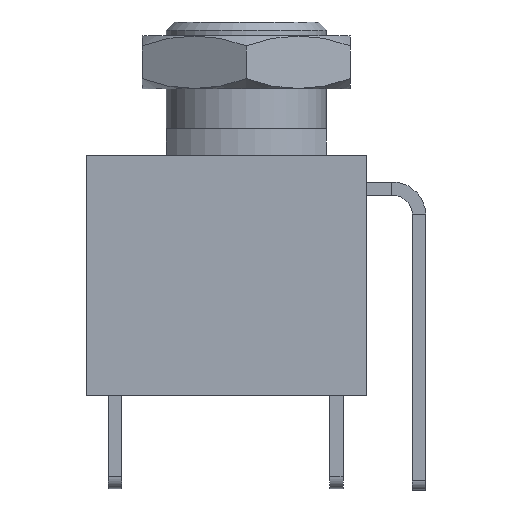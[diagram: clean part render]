
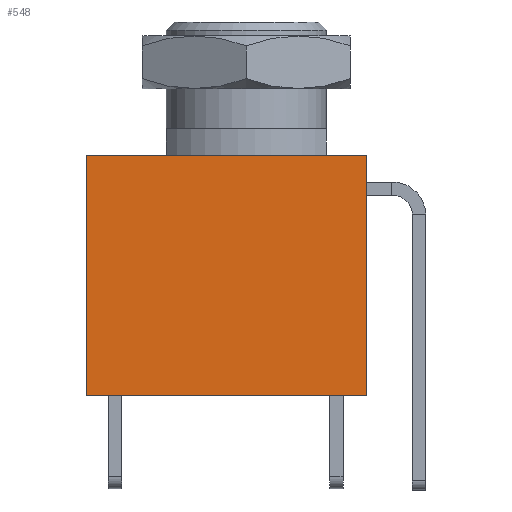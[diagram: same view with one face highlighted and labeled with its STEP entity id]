
A CAD part, left-side view. The second image highlights one B-rep face of the part: STEP entity #548.
In plain terms, the highlighted planar face has unit normal (-1, 0, 0).
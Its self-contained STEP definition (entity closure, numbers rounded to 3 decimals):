
#22 = VERTEX_POINT('',#23);
#23 = CARTESIAN_POINT('',(-4.5,6.,0.));
#31 = EDGE_CURVE('',#22,#32,#34,.T.);
#32 = VERTEX_POINT('',#33);
#33 = CARTESIAN_POINT('',(-4.5,6.,9.));
#34 = LINE('',#35,#36);
#35 = CARTESIAN_POINT('',(-4.5,6.,0.));
#36 = VECTOR('',#37,1.);
#37 = DIRECTION('',(0.,0.,1.));
#103 = VERTEX_POINT('',#104);
#104 = CARTESIAN_POINT('',(-4.5,-4.5,0.));
#110 = EDGE_CURVE('',#103,#22,#111,.T.);
#111 = LINE('',#112,#113);
#112 = CARTESIAN_POINT('',(-4.5,-4.5,0.));
#113 = VECTOR('',#114,1.);
#114 = DIRECTION('',(0.,1.,0.));
#321 = VERTEX_POINT('',#322);
#322 = CARTESIAN_POINT('',(-4.5,-4.5,9.));
#328 = EDGE_CURVE('',#321,#32,#329,.T.);
#329 = LINE('',#330,#331);
#330 = CARTESIAN_POINT('',(-4.5,-4.5,9.));
#331 = VECTOR('',#332,1.);
#332 = DIRECTION('',(0.,1.,0.));
#548 = ADVANCED_FACE('',(#549),#560,.T.);
#549 = FACE_BOUND('',#550,.T.);
#550 = EDGE_LOOP('',(#551,#557,#558,#559));
#551 = ORIENTED_EDGE('',*,*,#552,.T.);
#552 = EDGE_CURVE('',#103,#321,#553,.T.);
#553 = LINE('',#554,#555);
#554 = CARTESIAN_POINT('',(-4.5,-4.5,0.));
#555 = VECTOR('',#556,1.);
#556 = DIRECTION('',(0.,0.,1.));
#557 = ORIENTED_EDGE('',*,*,#328,.T.);
#558 = ORIENTED_EDGE('',*,*,#31,.F.);
#559 = ORIENTED_EDGE('',*,*,#110,.F.);
#560 = PLANE('',#561);
#561 = AXIS2_PLACEMENT_3D('',#562,#563,#564);
#562 = CARTESIAN_POINT('',(-4.5,-4.5,0.));
#563 = DIRECTION('',(-1.,0.,0.));
#564 = DIRECTION('',(0.,1.,0.));
